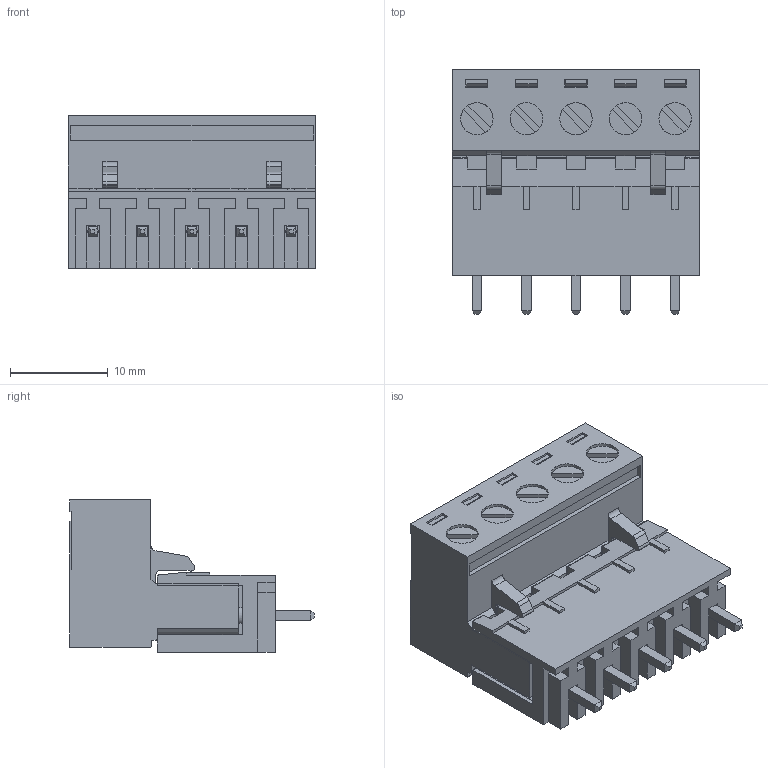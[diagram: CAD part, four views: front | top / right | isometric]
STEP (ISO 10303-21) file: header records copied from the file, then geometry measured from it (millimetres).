
FILE_DESCRIPTION (( 'STEP AP214' ), '1' );
FILE_NAME ('0E7D906D-A320-49DF-9636-684C00DB589B.STEP', '2022-11-09T14:12:31', ( '' ), ( '' ), 'SwSTEP 2.0', 'SolidWorks 2022', '' );
FILE_SCHEMA (( 'AUTOMOTIVE_DESIGN' ));
Length unit declared in the file: millimetre
Products named in the file (1): 0E7D906D-A320-49DF-9636-684C00DB589B
Bounding box: 25.4 x 25.08 x 15.61 mm (x, y, z)
Volume: 5139.6 mm3; surface area: 4925.8 mm2
Topology: 2 solids, 2 shells, 779 faces, 2044 edges, 1315 vertices
Faces by surface type: plane 599, cylinder 150, cone 10, bspline 10, torus 10
Entity records: 32856 total; most frequent: CARTESIAN_POINT 5009, ORIENTED_EDGE 4088, DIRECTION 3824, EDGE_CURVE 2044, VECTOR 1664, LINE 1664, VERTEX_POINT 1315, AXIS2_PLACEMENT_3D 1080
